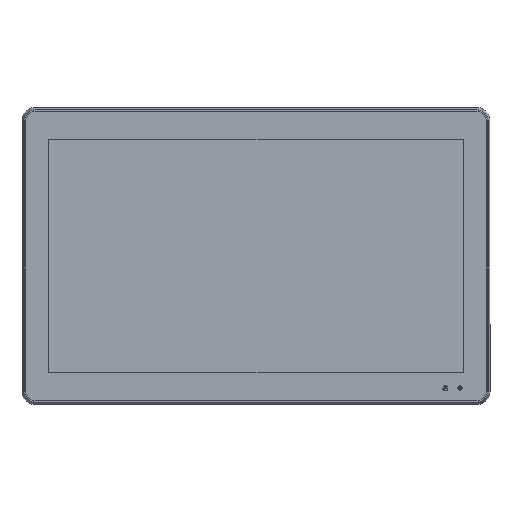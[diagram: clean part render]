
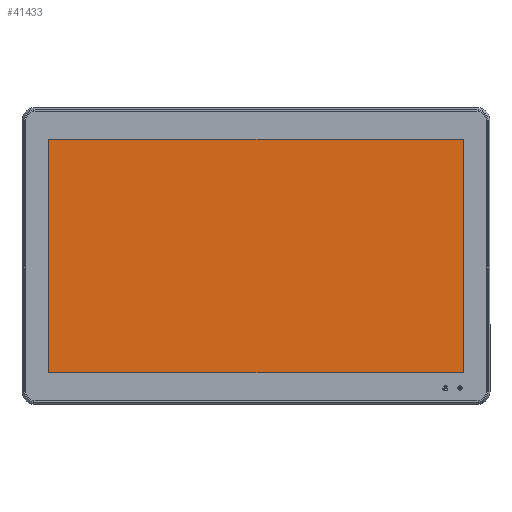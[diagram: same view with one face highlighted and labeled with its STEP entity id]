
A CAD part, top view. The second image highlights one B-rep face of the part: STEP entity #41433.
In plain terms, the highlighted planar face has unit normal (0, 0, 1).
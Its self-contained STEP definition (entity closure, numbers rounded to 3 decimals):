
#4478 = VERTEX_POINT ( 'NONE', #139855 ) ;
#5116 = ORIENTED_EDGE ( 'NONE', *, *, #92138, .T. ) ;
#7113 = CARTESIAN_POINT ( 'NONE',  ( 0., 0., 1.99 ) ) ;
#7541 = CARTESIAN_POINT ( 'NONE',  ( -172.6, 97.25, 1.99 ) ) ;
#8911 = VECTOR ( 'NONE', #62286, 1000. ) ;
#18980 = PLANE ( 'NONE',  #135408 ) ;
#21624 = VERTEX_POINT ( 'NONE', #21818 ) ;
#21818 = CARTESIAN_POINT ( 'NONE',  ( -172.6, 97.25, 1.99 ) ) ;
#28150 = EDGE_LOOP ( 'NONE', ( #5116, #49771, #69502, #129563 ) ) ;
#28911 = LINE ( 'NONE', #90275, #128536 ) ;
#30267 = LINE ( 'NONE', #7541, #105924 ) ;
#32632 = VECTOR ( 'NONE', #113378, 1000. ) ;
#37778 = EDGE_CURVE ( 'NONE', #4478, #21624, #28911, .T. ) ;
#38777 = VERTEX_POINT ( 'NONE', #140463 ) ;
#41433 = ADVANCED_FACE ( 'NONE', ( #126012 ), #18980, .T. ) ;
#49407 = CARTESIAN_POINT ( 'NONE',  ( 172.6, 97.25, 1.99 ) ) ;
#49771 = ORIENTED_EDGE ( 'NONE', *, *, #37778, .T. ) ;
#62286 = DIRECTION ( 'NONE',  ( 0., 1., 0. ) ) ;
#66479 = CARTESIAN_POINT ( 'NONE',  ( -172.6, -97.25, 1.99 ) ) ;
#69502 = ORIENTED_EDGE ( 'NONE', *, *, #146442, .T. ) ;
#72966 = EDGE_CURVE ( 'NONE', #124540, #38777, #117600, .T. ) ;
#90275 = CARTESIAN_POINT ( 'NONE',  ( -172.6, 97.25, 1.99 ) ) ;
#92138 = EDGE_CURVE ( 'NONE', #38777, #4478, #123258, .T. ) ;
#100438 = DIRECTION ( 'NONE',  ( 1., 0., 0. ) ) ;
#105924 = VECTOR ( 'NONE', #148876, 1000. ) ;
#113378 = DIRECTION ( 'NONE',  ( 1., 0., 0. ) ) ;
#117600 = LINE ( 'NONE', #66479, #32632 ) ;
#123258 = LINE ( 'NONE', #49407, #8911 ) ;
#124540 = VERTEX_POINT ( 'NONE', #141446 ) ;
#126012 = FACE_OUTER_BOUND ( 'NONE', #28150, .T. ) ;
#128536 = VECTOR ( 'NONE', #137802, 1000. ) ;
#129563 = ORIENTED_EDGE ( 'NONE', *, *, #72966, .T. ) ;
#135408 = AXIS2_PLACEMENT_3D ( 'NONE', #7113, #147470, #100438 ) ;
#137802 = DIRECTION ( 'NONE',  ( -1., 0., 0. ) ) ;
#139855 = CARTESIAN_POINT ( 'NONE',  ( 172.6, 97.25, 1.99 ) ) ;
#140463 = CARTESIAN_POINT ( 'NONE',  ( 172.6, -97.25, 1.99 ) ) ;
#141446 = CARTESIAN_POINT ( 'NONE',  ( -172.6, -97.25, 1.99 ) ) ;
#146442 = EDGE_CURVE ( 'NONE', #21624, #124540, #30267, .T. ) ;
#147470 = DIRECTION ( 'NONE',  ( 0., 0., 1. ) ) ;
#148876 = DIRECTION ( 'NONE',  ( 0., -1., 0. ) ) ;
